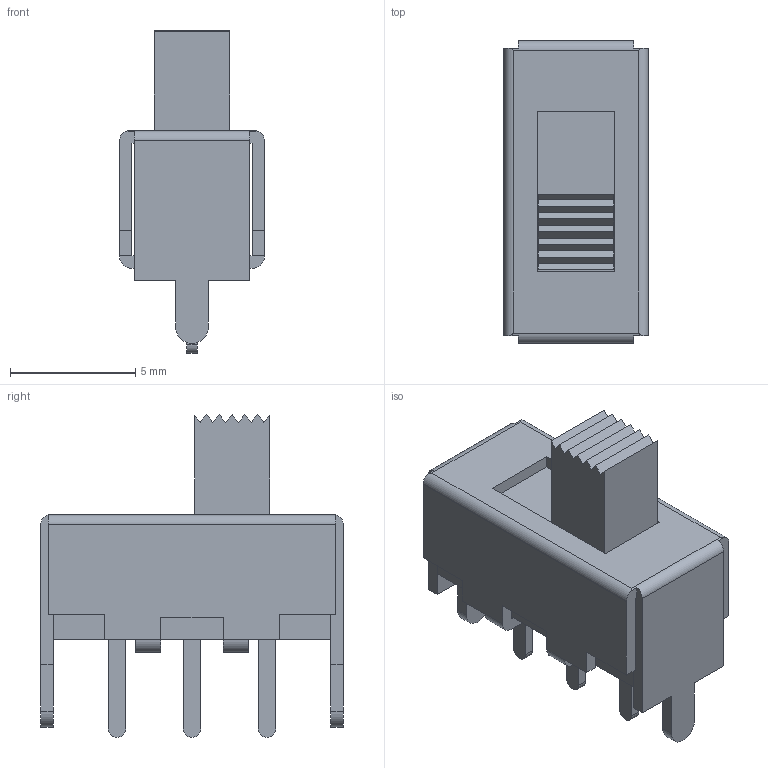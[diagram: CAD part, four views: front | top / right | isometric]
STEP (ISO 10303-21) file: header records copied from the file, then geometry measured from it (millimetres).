
FILE_DESCRIPTION(/* description */ ('Unknown'),/* implementation_level */ '2;1');
FILE_NAME(/* name */ 'SLW-12689-4A-N-D',/* time_stamp */ '2024-10-15T10:35:54+02:00',/* author */ ('Unknown'),/* organization */ ('Unknown'),/* preprocessor_version */ 'ST-DEVELOPER v19.4',/* originating_system */ 'Solid Edge',/* authorisation */ 'Unknown');
FILE_SCHEMA (('AUTOMOTIVE_DESIGN {1 0 10303 214 3 1 1}'));
Length unit declared in the file: millimetre
Products named in the file (1): SLW-12689-4A-N-D
Bounding box: 5.8 x 12.1 x 12.9 mm (x, y, z)
Volume: 370.7 mm3; surface area: 636.5 mm2
Topology: 1 solids, 1 shells, 118 faces, 329 edges, 218 vertices
Faces by surface type: plane 97, cylinder 21
Entity records: 4597 total; most frequent: CARTESIAN_POINT 666, ORIENTED_EDGE 658, DIRECTION 613, EDGE_CURVE 329, LINE 283, VECTOR 283, VERTEX_POINT 218, AXIS2_PLACEMENT_3D 165
